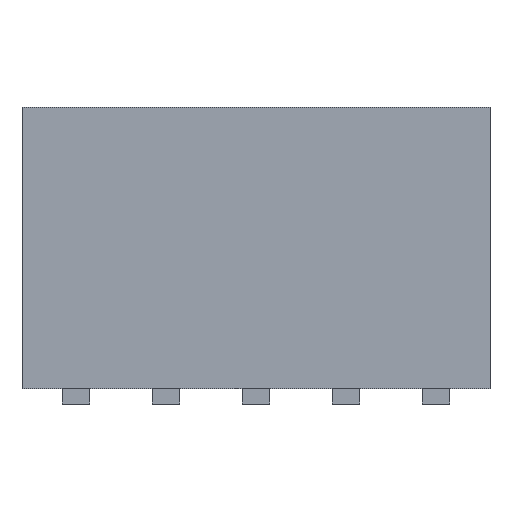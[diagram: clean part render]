
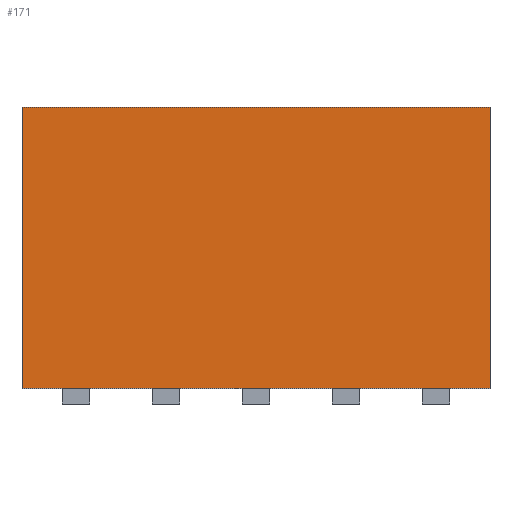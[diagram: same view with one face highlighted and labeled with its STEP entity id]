
A CAD part, top view. The second image highlights one B-rep face of the part: STEP entity #171.
In plain terms, the highlighted planar face has unit normal (0, 0, 1).
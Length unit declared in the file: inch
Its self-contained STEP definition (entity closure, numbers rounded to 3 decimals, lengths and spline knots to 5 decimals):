
#171 = ADVANCED_FACE( '', ( #467 ), #468, .F. );
#467 = FACE_OUTER_BOUND( '', #1060, .T. );
#468 = PLANE( '', #1061 );
#1060 = EDGE_LOOP( '', ( #1722, #1723, #1724, #1725 ) );
#1061 = AXIS2_PLACEMENT_3D( '', #1726, #1727, #1728 );
#1722 = ORIENTED_EDGE( '', *, *, #4012, .T. );
#1723 = ORIENTED_EDGE( '', *, *, #4013, .F. );
#1724 = ORIENTED_EDGE( '', *, *, #3962, .F. );
#1725 = ORIENTED_EDGE( '', *, *, #4014, .T. );
#1726 = CARTESIAN_POINT( '', ( -0.10243, 0.123, 0.0605 ) );
#1727 = DIRECTION( '', ( 0., 0., -1. ) );
#1728 = DIRECTION( '', ( -1., 0., 0. ) );
#3962 = EDGE_CURVE( '', #4759, #4761, #4762, .T. );
#4012 = EDGE_CURVE( '', #4860, #4861, #4862, .T. );
#4013 = EDGE_CURVE( '', #4761, #4861, #4863, .T. );
#4014 = EDGE_CURVE( '', #4759, #4860, #4864, .T. );
#4759 = VERTEX_POINT( '', #6052 );
#4761 = VERTEX_POINT( '', #6055 );
#4762 = LINE( '', #6056, #6057 );
#4860 = VERTEX_POINT( '', #6200 );
#4861 = VERTEX_POINT( '', #6201 );
#4862 = LINE( '', #6202, #6203 );
#4863 = LINE( '', #6204, #6205 );
#4864 = LINE( '', #6206, #6207 );
#6052 = CARTESIAN_POINT( '', ( -0.10243, 0.123, 0.0605 ) );
#6055 = CARTESIAN_POINT( '', ( 0.10243, 0.123, 0.0605 ) );
#6056 = CARTESIAN_POINT( '', ( -0.10243, 0.123, 0.0605 ) );
#6057 = VECTOR( '', #7922, 39.37008 );
#6200 = CARTESIAN_POINT( '', ( -0.10243, 0., 0.0605 ) );
#6201 = CARTESIAN_POINT( '', ( 0.10243, 0., 0.0605 ) );
#6202 = CARTESIAN_POINT( '', ( -0.10243, 0., 0.0605 ) );
#6203 = VECTOR( '', #7980, 39.37008 );
#6204 = CARTESIAN_POINT( '', ( 0.10243, 0.123, 0.0605 ) );
#6205 = VECTOR( '', #7981, 39.37008 );
#6206 = CARTESIAN_POINT( '', ( -0.10243, 0.123, 0.0605 ) );
#6207 = VECTOR( '', #7982, 39.37008 );
#7922 = DIRECTION( '', ( 1., 0., 0. ) );
#7980 = DIRECTION( '', ( 1., 0., 0. ) );
#7981 = DIRECTION( '', ( 0., -1., 0. ) );
#7982 = DIRECTION( '', ( 0., -1., 0. ) );
